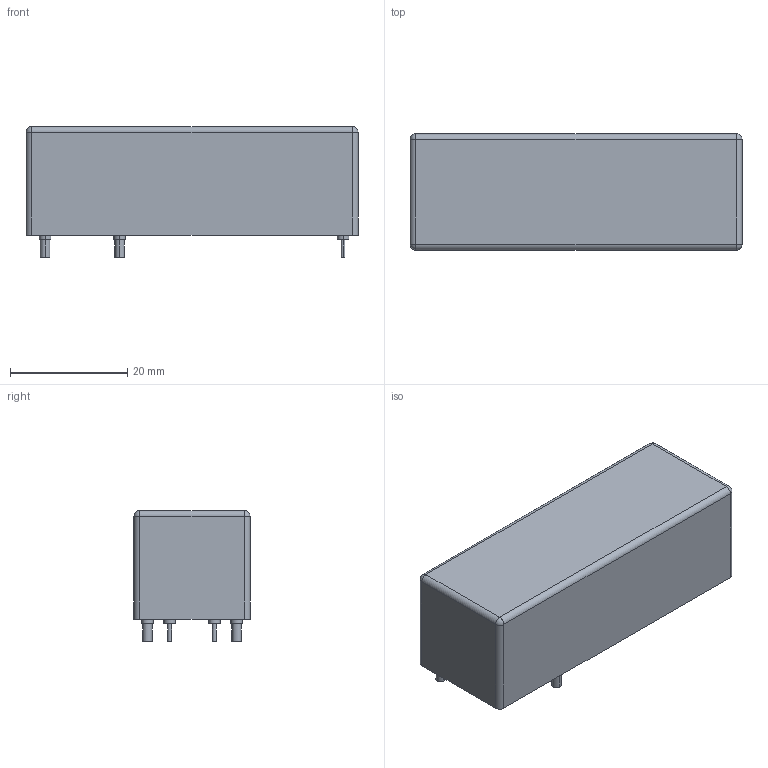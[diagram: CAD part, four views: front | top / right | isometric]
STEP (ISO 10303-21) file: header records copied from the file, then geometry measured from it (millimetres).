
FILE_DESCRIPTION (( 'STEP AP214' ), '1' );
FILE_NAME ('G81(A-B)(2-3-5)A5_step_010214.STEP', '2014-01-03T01:23:50', ( 'User' ), ( '' ), 'SwSTEP 2.0', 'SolidWorks 2013', '' );
FILE_SCHEMA (( 'AUTOMOTIVE_DESIGN' ));
Length unit declared in the file: inch
Products named in the file (1): G81(A-B)(2-3-5)A5_step_010214
Bounding box: 56.6 x 19.8 x 22.3 mm (x, y, z)
Volume: 20708.9 mm3; surface area: 5057.2 mm2
Topology: 5 solids, 5 shells, 46 faces, 88 edges, 52 vertices
Faces by surface type: cylinder 24, plane 18, sphere 4
Entity records: 1822 total; most frequent: DIRECTION 226, CARTESIAN_POINT 183, ORIENTED_EDGE 168, AXIS2_PLACEMENT_3D 95, EDGE_CURVE 84, UNCERTAINTY_MEASURE_WITH_UNIT 53, LENGTH_MEASURE_WITH_UNIT 53, DIMENSIONAL_EXPONENTS 53
